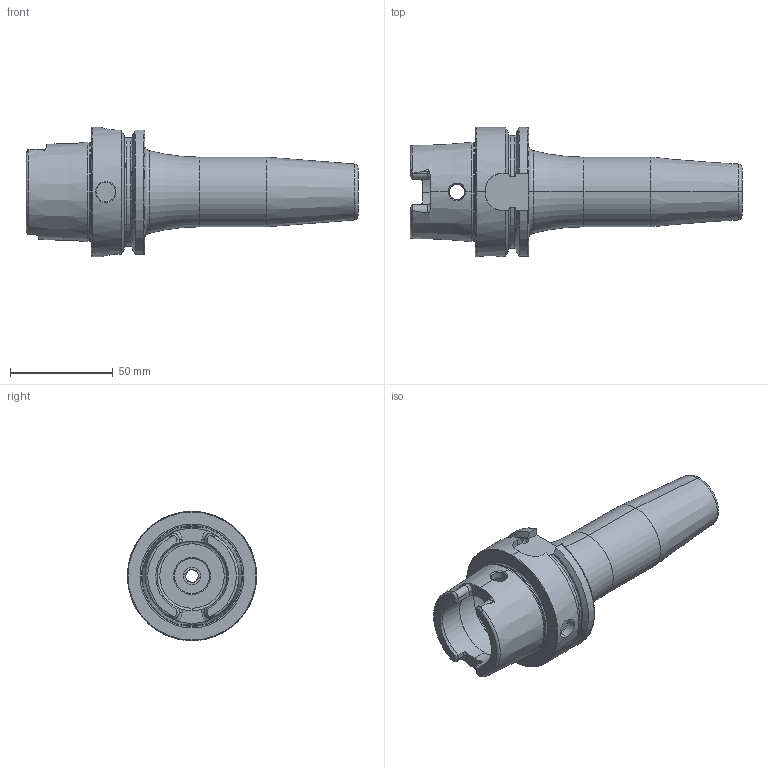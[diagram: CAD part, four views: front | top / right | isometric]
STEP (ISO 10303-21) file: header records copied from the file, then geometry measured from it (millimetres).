
FILE_DESCRIPTION (( 'STEP AP214' ), '1' );
FILE_NAME ('HA6-S16.K01.130.STEP', '2015-02-12T13:07:10', ( 'SWIAdmin' ), ( 'Hewlett-Packard Company' ), 'SwSTEP 2.0', 'SolidWorks 2012', '' );
FILE_SCHEMA (( 'AUTOMOTIVE_DESIGN' ));
Length unit declared in the file: millimetre
Products named in the file (3): HA6-S16.K01.130; HA6-S16.K01.130_A_Fertigbearbeitung; ERU-AN5.K01.020_A
Assembly tree (2 placements, depth 2):
  HA6-S16.K01.130
    HA6-S16.K01.130_A_Fertigbearbeitung
    ERU-AN5.K01.020_A
Bounding box: 161.9 x 63 x 63 mm (x, y, z)
Volume: 158544.6 mm3; surface area: 37813.6 mm2
Topology: 2 solids, 2 shells, 238 faces, 603 edges, 372 vertices
Faces by surface type: plane 82, cylinder 61, cone 42, torus 41, bspline 12
Entity records: 10010 total; most frequent: CARTESIAN_POINT 3049, ORIENTED_EDGE 1206, DIRECTION 1140, EDGE_CURVE 603, AXIS2_PLACEMENT_3D 453, VERTEX_POINT 372, EDGE_LOOP 249, FACE_OUTER_BOUND 238
